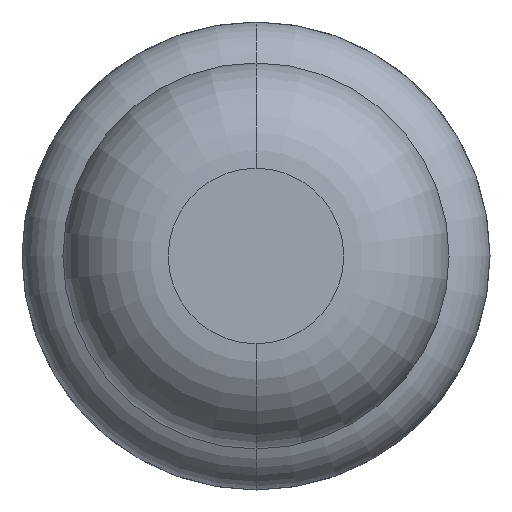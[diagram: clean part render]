
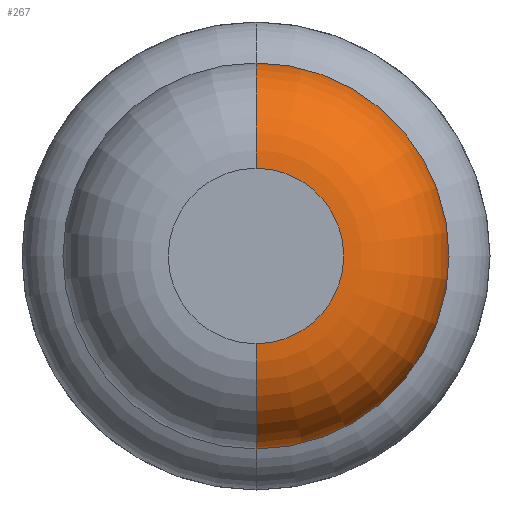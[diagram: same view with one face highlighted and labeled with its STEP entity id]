
A CAD part, front view. The second image highlights one B-rep face of the part: STEP entity #267.
In plain terms, the highlighted toroidal (fillet/blend) face has major radius 0.375 mm and minor radius 0.45 mm.
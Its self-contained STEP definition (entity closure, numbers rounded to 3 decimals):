
#13 = EDGE_LOOP ( 'NONE', ( #3759, #2806, #1809, #1348 ) ) ;
#66 = CARTESIAN_POINT ( 'NONE',  ( 0., -25.55, 0. ) ) ;
#267 = ADVANCED_FACE ( 'Defeature ausgef�hrt4_78', ( #5442 ), #2876, .T. ) ;
#275 = CARTESIAN_POINT ( 'NONE',  ( 0., -25.55, 0.375 ) ) ;
#282 = AXIS2_PLACEMENT_3D ( 'NONE', #275, #3121, #295 ) ;
#295 = DIRECTION ( 'NONE',  ( 0., 0., 1. ) ) ;
#893 = DIRECTION ( 'NONE',  ( 0., 0., 1. ) ) ;
#1089 = VERTEX_POINT ( 'NONE', #3701 ) ;
#1171 = AXIS2_PLACEMENT_3D ( 'NONE', #4067, #2320, #893 ) ;
#1179 = CARTESIAN_POINT ( 'NONE',  ( 0., -26., -0.375 ) ) ;
#1348 = ORIENTED_EDGE ( 'NONE', *, *, #5507, .F. ) ;
#1556 = EDGE_CURVE ( 'NONE', #1622, #1089, #1557, .T. ) ;
#1557 = CIRCLE ( 'NONE', #4384, 0.45 ) ;
#1622 = VERTEX_POINT ( 'NONE', #1179 ) ;
#1737 = CIRCLE ( 'NONE', #1948, 0.375 ) ;
#1809 = ORIENTED_EDGE ( 'NONE', *, *, #5757, .F. ) ;
#1948 = AXIS2_PLACEMENT_3D ( 'NONE', #5406, #4017, #2602 ) ;
#2320 = DIRECTION ( 'NONE',  ( 0., 1., 0. ) ) ;
#2602 = DIRECTION ( 'NONE',  ( 0., 0., 1. ) ) ;
#2806 = ORIENTED_EDGE ( 'NONE', *, *, #1556, .T. ) ;
#2876 = TOROIDAL_SURFACE ( 'NONE', #1171, 0.375, 0.45 ) ;
#2888 = AXIS2_PLACEMENT_3D ( 'NONE', #66, #5344, #2964 ) ;
#2924 = VERTEX_POINT ( 'NONE', #3156 ) ;
#2964 = DIRECTION ( 'NONE',  ( 0., 0., 1. ) ) ;
#3008 = DIRECTION ( 'NONE',  ( 0., 0., -1. ) ) ;
#3055 = CARTESIAN_POINT ( 'NONE',  ( 0., -25.55, -0.375 ) ) ;
#3121 = DIRECTION ( 'NONE',  ( -1., 0., 0. ) ) ;
#3156 = CARTESIAN_POINT ( 'NONE',  ( 0., -26., 0.375 ) ) ;
#3418 = CIRCLE ( 'NONE', #282, 0.45 ) ;
#3701 = CARTESIAN_POINT ( 'NONE',  ( 0., -25.55, -0.825 ) ) ;
#3759 = ORIENTED_EDGE ( 'NONE', *, *, #5472, .T. ) ;
#4017 = DIRECTION ( 'NONE',  ( 0., 1., 0. ) ) ;
#4067 = CARTESIAN_POINT ( 'NONE',  ( 0., -25.55, 0. ) ) ;
#4384 = AXIS2_PLACEMENT_3D ( 'NONE', #3055, #4455, #3008 ) ;
#4455 = DIRECTION ( 'NONE',  ( 1., 0., 0. ) ) ;
#4725 = VERTEX_POINT ( 'NONE', #4739 ) ;
#4739 = CARTESIAN_POINT ( 'NONE',  ( 0., -25.55, 0.825 ) ) ;
#5344 = DIRECTION ( 'NONE',  ( 0., 1., 0. ) ) ;
#5406 = CARTESIAN_POINT ( 'NONE',  ( 0., -26., 0. ) ) ;
#5442 = FACE_OUTER_BOUND ( 'NONE', #13, .T. ) ;
#5472 = EDGE_CURVE ( 'Defeature ausgef�hrt4_78+Defeature ausgef�hrt4_77+Defeature ausgef�hrt4_77+Defeature ausgef�hrt4_77', #2924, #1622, #1737, .T. ) ;
#5507 = EDGE_CURVE ( 'NONE', #2924, #4725, #3418, .T. ) ;
#5757 = EDGE_CURVE ( 'Defeature ausgef�hrt4_79+Defeature ausgef�hrt4_78+Defeature ausgef�hrt4_78+Defeature ausgef�hrt4_78', #4725, #1089, #5922, .T. ) ;
#5922 = CIRCLE ( 'NONE', #2888, 0.825 ) ;
